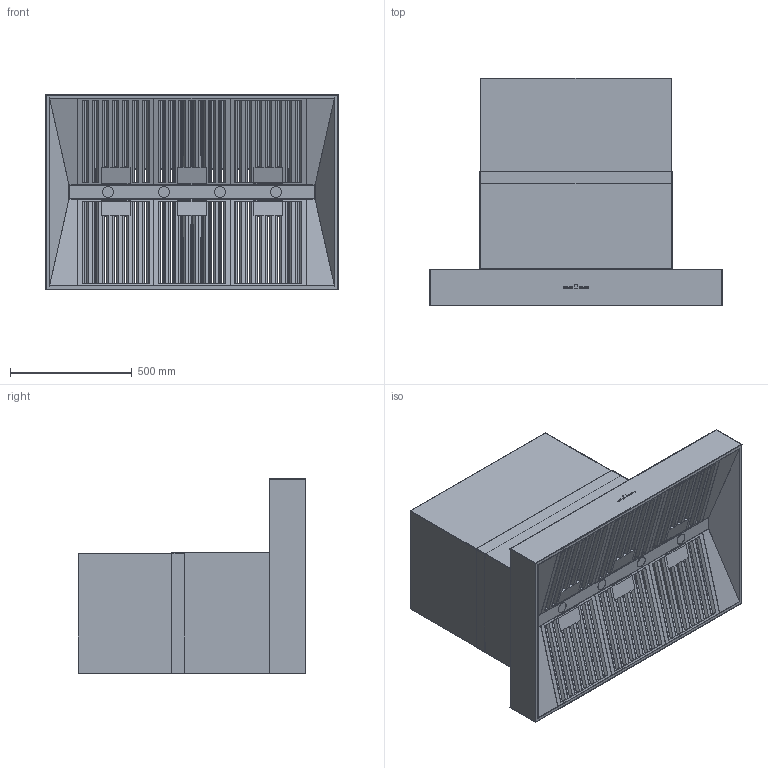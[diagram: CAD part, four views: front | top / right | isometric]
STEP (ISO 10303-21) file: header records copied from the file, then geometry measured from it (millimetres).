
FILE_DESCRIPTION (( 'STEP AP214' ), '1' );
FILE_NAME ('CL7372 (Black).STEP', '2023-05-28T09:21:33', ( '' ), ( '' ), 'SwSTEP 2.0', 'SolidWorks 2021', '' );
FILE_SCHEMA (( 'AUTOMOTIVE_DESIGN' ));
Length unit declared in the file: millimetre
Products named in the file (1): CL7372 (Black)
Bounding box: 1200 x 935 x 800 mm (x, y, z)
Surface area: 8144158.2 mm2 (no closed solid volume)
Topology: 0 solids, 23 shells, 754 faces, 1984 edges, 1253 vertices
Faces by surface type: plane 644, cylinder 78, bspline 24, sphere 6, torus 2
Entity records: 24180 total; most frequent: CARTESIAN_POINT 4894, ORIENTED_EDGE 3924, DIRECTION 3427, EDGE_CURVE 1978, VECTOR 1641, LINE 1641, VERTEX_POINT 1253, AXIS2_PLACEMENT_3D 893
